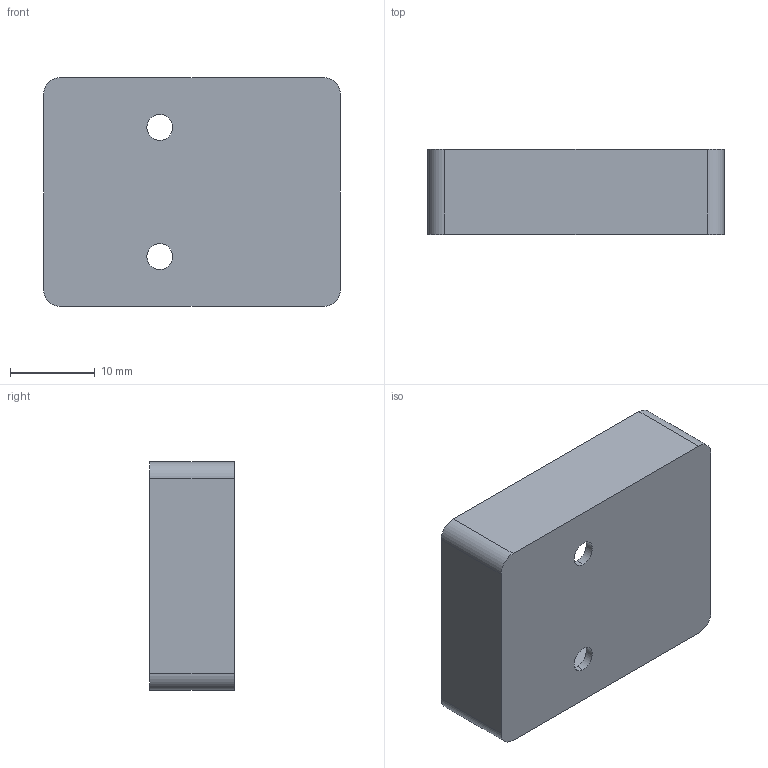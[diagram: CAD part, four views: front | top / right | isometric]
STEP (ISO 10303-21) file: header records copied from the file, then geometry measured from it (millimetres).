
FILE_DESCRIPTION (( 'STEP AP214' ), '1' );
FILE_NAME ('cover_yellow.STEP', '2024-05-10T14:06:41', ( '' ), ( '' ), 'SwSTEP 2.0', 'SolidWorks 2020', '' );
FILE_SCHEMA (( 'AUTOMOTIVE_DESIGN' ));
Length unit declared in the file: millimetre
Products named in the file (1): cover_yellow
Bounding box: 35 x 10 x 27 mm (x, y, z)
Volume: 2018 mm3; surface area: 4118.6 mm2
Topology: 1 solids, 1 shells, 32 faces, 87 edges, 58 vertices
Faces by surface type: plane 20, cylinder 12
Entity records: 1057 total; most frequent: CARTESIAN_POINT 178, DIRECTION 177, ORIENTED_EDGE 174, EDGE_CURVE 87, LINE 63, VECTOR 63, VERTEX_POINT 58, AXIS2_PLACEMENT_3D 57
